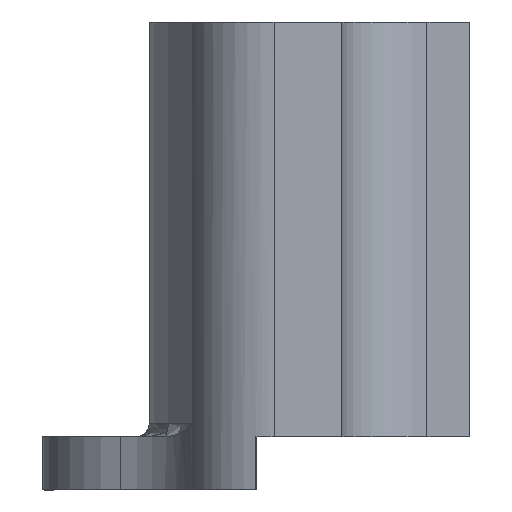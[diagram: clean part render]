
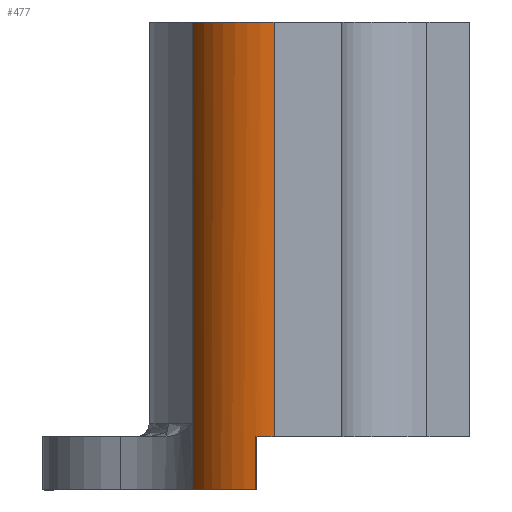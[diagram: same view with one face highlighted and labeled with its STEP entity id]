
A CAD part, left-side view. The second image highlights one B-rep face of the part: STEP entity #477.
In plain terms, the highlighted cylindrical face has radius 10.16 mm (diameter 20.32 mm), a partial arc.
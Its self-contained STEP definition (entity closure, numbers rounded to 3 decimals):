
#35=LINE('',#775,#78);
#36=LINE('',#781,#79);
#39=LINE('',#796,#82);
#40=LINE('',#800,#83);
#78=VECTOR('',#606,10.);
#79=VECTOR('',#613,10.);
#82=VECTOR('',#628,10.);
#83=VECTOR('',#633,10.);
#120=CYLINDRICAL_SURFACE('',#539,10.16);
#134=FACE_OUTER_BOUND('',#161,.T.);
#161=EDGE_LOOP('',(#358,#359,#360,#361,#362,#363,#364));
#192=CIRCLE('',#540,10.16);
#193=CIRCLE('',#541,10.16);
#194=CIRCLE('',#542,10.16);
#208=VERTEX_POINT('',#725);
#219=VERTEX_POINT('',#774);
#220=VERTEX_POINT('',#778);
#225=VERTEX_POINT('',#792);
#226=VERTEX_POINT('',#793);
#227=VERTEX_POINT('',#795);
#228=VERTEX_POINT('',#798);
#269=EDGE_CURVE('',#219,#208,#35,.T.);
#272=EDGE_CURVE('',#208,#220,#36,.T.);
#278=EDGE_CURVE('',#225,#226,#192,.T.);
#279=EDGE_CURVE('',#227,#225,#39,.T.);
#280=EDGE_CURVE('',#219,#227,#193,.T.);
#281=EDGE_CURVE('',#228,#220,#194,.T.);
#282=EDGE_CURVE('',#226,#228,#40,.T.);
#358=ORIENTED_EDGE('',*,*,#278,.F.);
#359=ORIENTED_EDGE('',*,*,#279,.F.);
#360=ORIENTED_EDGE('',*,*,#280,.F.);
#361=ORIENTED_EDGE('',*,*,#269,.T.);
#362=ORIENTED_EDGE('',*,*,#272,.T.);
#363=ORIENTED_EDGE('',*,*,#281,.F.);
#364=ORIENTED_EDGE('',*,*,#282,.F.);
#477=ADVANCED_FACE('',(#134),#120,.T.);
#539=AXIS2_PLACEMENT_3D('',#791,#624,#625);
#540=AXIS2_PLACEMENT_3D('',#794,#626,#627);
#541=AXIS2_PLACEMENT_3D('',#797,#629,#630);
#542=AXIS2_PLACEMENT_3D('',#799,#631,#632);
#606=DIRECTION('',(0.,0.,-1.));
#613=DIRECTION('',(0.,0.,-1.));
#624=DIRECTION('center_axis',(0.,0.,1.));
#625=DIRECTION('ref_axis',(1.,0.,0.));
#626=DIRECTION('center_axis',(0.,0.,-1.));
#627=DIRECTION('ref_axis',(1.,0.,0.));
#628=DIRECTION('',(0.,0.,-1.));
#629=DIRECTION('center_axis',(0.,0.,1.));
#630=DIRECTION('ref_axis',(1.,0.,0.));
#631=DIRECTION('center_axis',(0.,0.,-1.));
#632=DIRECTION('ref_axis',(1.,0.,0.));
#633=DIRECTION('',(0.,0.,-1.));
#725=CARTESIAN_POINT('',(-751.102,-5.139,-23.118));
#774=CARTESIAN_POINT('',(-751.102,-5.139,24.638));
#775=CARTESIAN_POINT('',(-751.102,-5.139,24.638));
#778=CARTESIAN_POINT('',(-751.102,-5.139,-30.988));
#781=CARTESIAN_POINT('',(-751.102,-5.139,24.638));
#791=CARTESIAN_POINT('Origin',(-748.09,-14.842,24.638));
#792=CARTESIAN_POINT('',(-758.25,-14.842,-24.638));
#793=CARTESIAN_POINT('',(-758.022,-12.7,-24.638));
#794=CARTESIAN_POINT('Origin',(-748.09,-14.842,-24.638));
#795=CARTESIAN_POINT('',(-758.25,-14.842,24.638));
#796=CARTESIAN_POINT('',(-758.25,-14.842,24.638));
#797=CARTESIAN_POINT('Origin',(-748.09,-14.842,24.638));
#798=CARTESIAN_POINT('',(-758.022,-12.7,-30.988));
#799=CARTESIAN_POINT('Origin',(-748.09,-14.842,-30.988));
#800=CARTESIAN_POINT('',(-758.022,-12.7,24.638));
